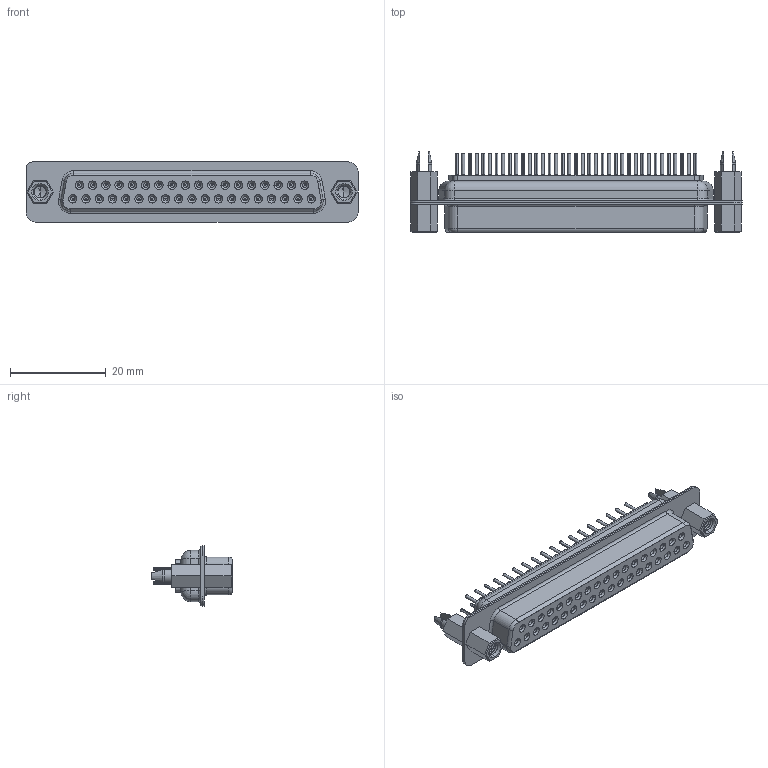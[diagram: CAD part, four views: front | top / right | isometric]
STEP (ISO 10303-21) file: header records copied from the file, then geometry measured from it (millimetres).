
FILE_DESCRIPTION((''),'2;1');
FILE_NAME('L77SDCH37SOL2RM8C309','2016-04-05T',('felix.liu'),(''),'PRO/ENGINEER BY PARAMETRIC TECHNOLOGY CORPORATION, 2011330','PRO/ENGINEER BY PARAMETRIC TECHNOLOGY CORPORATION, 2011330','');
FILE_SCHEMA(('AUTOMOTIVE_DESIGN_CC2 { 1 2 10303 214 -1 1 5 2 }'));
Products named in the file (1): L77SDCH37SOL2RM8C309
Bounding box: 69.4 x 16.8 x 12.55 mm (x, y, z)
Volume: 5701.6 mm3; surface area: 8209.2 mm2
Topology: 1 solids, 5 shells, 1365 faces, 4513 edges, 3195 vertices
Faces by surface type: cylinder 525, plane 411, cone 246, torus 129, bspline 40, sphere 14
Entity records: 62333 total; most frequent: CARTESIAN_POINT 23361, ORIENTED_EDGE 8990, DIRECTION 7590, EDGE_CURVE 4499, VERTEX_POINT 3195, AXIS2_PLACEMENT_3D 3183, CIRCLE 1857, EDGE_LOOP 1496
